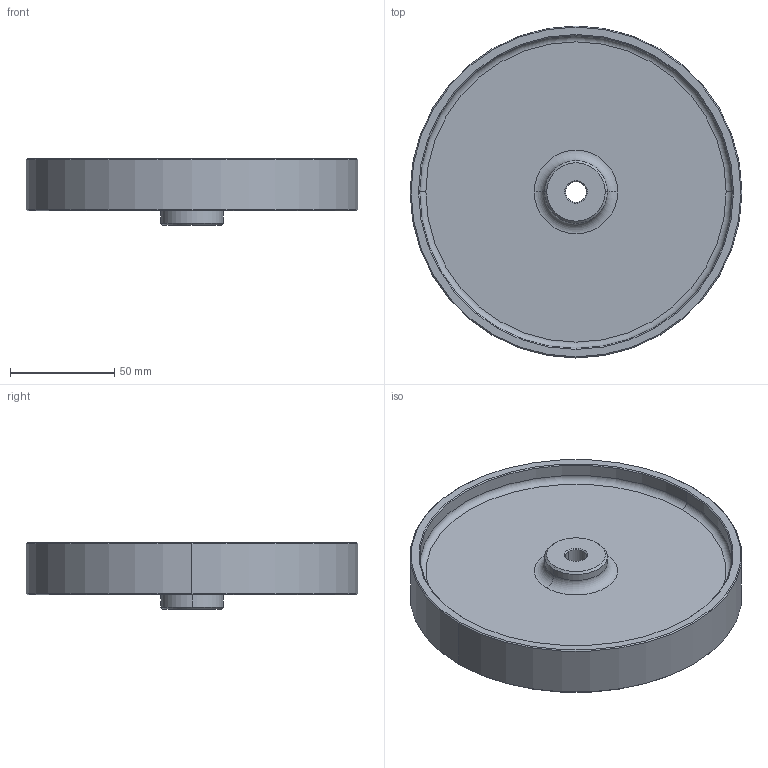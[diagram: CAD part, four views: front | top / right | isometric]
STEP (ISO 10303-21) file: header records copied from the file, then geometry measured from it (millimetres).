
FILE_DESCRIPTION (( 'STEP AP203' ), '1' );
FILE_NAME ('M080_9103-10_Alu-Knurled.STEP', '2018-07-23T09:58:02', ( '' ), ( '' ), 'SwSTEP 2.0', 'SolidWorks 2016', '' );
FILE_SCHEMA (( 'CONFIG_CONTROL_DESIGN' ));
Length unit declared in the file: millimetre
Products named in the file (1): M080_9103-10_Alu-Knurled
Bounding box: 159.16 x 159.16 x 32 mm (x, y, z)
Volume: 179968 mm3; surface area: 62339.1 mm2
Topology: 1 solids, 1 shells, 67 faces, 151 edges, 88 vertices
Faces by surface type: cone 24, plane 19, cylinder 16, torus 8
Entity records: 2036 total; most frequent: CARTESIAN_POINT 421, DIRECTION 363, ORIENTED_EDGE 294, AXIS2_PLACEMENT_3D 152, EDGE_CURVE 147, VERTEX_POINT 88, CIRCLE 84, EDGE_LOOP 75
